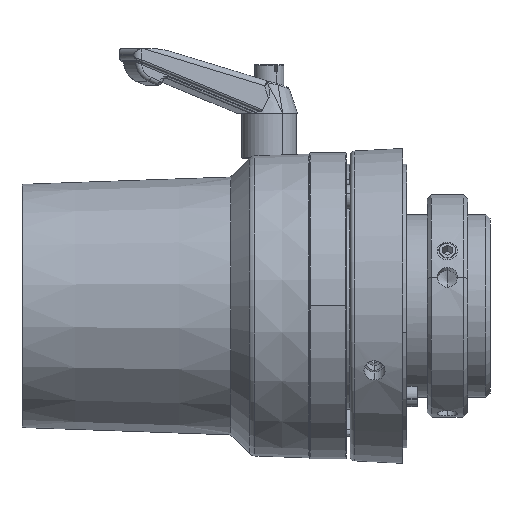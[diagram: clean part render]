
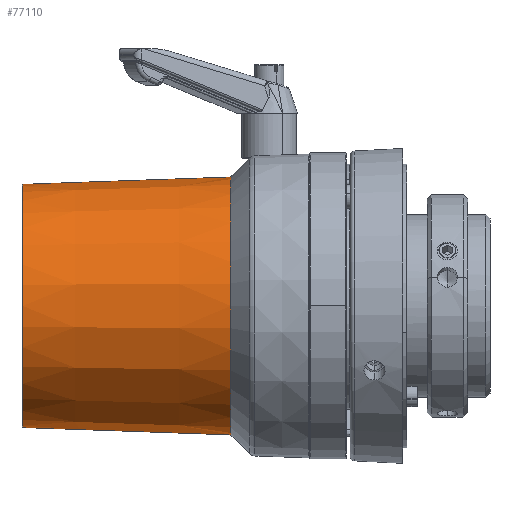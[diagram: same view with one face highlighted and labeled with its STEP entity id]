
A CAD part, left-side view. The second image highlights one B-rep face of the part: STEP entity #77110.
In plain terms, the highlighted conical face has half-angle 2 degrees and reference radius 30 mm.
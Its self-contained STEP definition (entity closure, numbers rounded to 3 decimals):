
#49839 = CARTESIAN_POINT ( 'NONE',  ( 0., 19.502, -31.798 ) ) ;
#49844 = CARTESIAN_POINT ( 'NONE',  ( 0., 19.502, 31.798 ) ) ;
#50006 = DIRECTION ( 'NONE',  ( 0., 0., -1. ) ) ;
#50007 = DIRECTION ( 'NONE',  ( 0., -1., 0. ) ) ;
#50008 = CARTESIAN_POINT ( 'NONE',  ( 0., 19.502, 0. ) ) ;
#50009 = AXIS2_PLACEMENT_3D ( 'NONE', #50008, #50007, #50006 ) ;
#50010 = CIRCLE ( 'NONE', #50009, 31.798 ) ;
#53377 = DIRECTION ( 'NONE',  ( 0., 0., -1. ) ) ;
#53378 = DIRECTION ( 'NONE',  ( 0., -1., 0. ) ) ;
#53379 = CARTESIAN_POINT ( 'NONE',  ( 0., 71., 0. ) ) ;
#53380 = AXIS2_PLACEMENT_3D ( 'NONE', #53379, #53378, #53377 ) ;
#53381 = CONICAL_SURFACE ( 'NONE', #53380, 30., 0.035 ) ;
#53382 = FACE_OUTER_BOUND ( 'NONE', #77112, .T. ) ;
#53429 = CARTESIAN_POINT ( 'NONE',  ( -0.133, 70.807, 30.006 ) ) ;
#53430 = CARTESIAN_POINT ( 'NONE',  ( -0.101, 68.461, 30.088 ) ) ;
#53431 = CARTESIAN_POINT ( 'NONE',  ( -0.085, 66.116, 30.17 ) ) ;
#53432 = CARTESIAN_POINT ( 'NONE',  ( -0.051, 61.424, 30.334 ) ) ;
#53433 = CARTESIAN_POINT ( 'NONE',  ( -0.037, 59.078, 30.416 ) ) ;
#53434 = CARTESIAN_POINT ( 'NONE',  ( -0.024, 56.733, 30.498 ) ) ;
#53435 = CARTESIAN_POINT ( 'NONE',  ( -0.133, 70.807, 30.006 ) ) ;
#53436 = CARTESIAN_POINT ( 'NONE',  ( -0.024, 56.733, 30.498 ) ) ;
#53437 = B_SPLINE_CURVE_WITH_KNOTS ( 'NONE', 3,
 ( #53434, #53433, #53432, #53431, #53430, #53429 ),
 .UNSPECIFIED., .F., .F.,
 ( 4, 2, 4 ),
 ( 0.02, 0.027, 0.034 ),
 .UNSPECIFIED. ) ;
#53514 = CARTESIAN_POINT ( 'NONE',  ( -0.024, 56.733, -30.498 ) ) ;
#53515 = CARTESIAN_POINT ( 'NONE',  ( -0.037, 59.078, -30.416 ) ) ;
#53516 = CARTESIAN_POINT ( 'NONE',  ( -0.051, 61.424, -30.334 ) ) ;
#53517 = CARTESIAN_POINT ( 'NONE',  ( -0.085, 66.116, -30.17 ) ) ;
#53518 = CARTESIAN_POINT ( 'NONE',  ( -0.101, 68.461, -30.088 ) ) ;
#53519 = CARTESIAN_POINT ( 'NONE',  ( -0.133, 70.807, -30.006 ) ) ;
#53520 = CARTESIAN_POINT ( 'NONE',  ( -0.024, 56.733, -30.498 ) ) ;
#53521 = B_SPLINE_CURVE_WITH_KNOTS ( 'NONE', 3,
 ( #53519, #53518, #53517, #53516, #53515, #53514 ),
 .UNSPECIFIED., .F., .F.,
 ( 4, 2, 4 ),
 ( 0.022, 0.029, 0.036 ),
 .UNSPECIFIED. ) ;
#53522 = CARTESIAN_POINT ( 'NONE',  ( -0.133, 70.807, -30.006 ) ) ;
#53523 = DIRECTION ( 'NONE',  ( 0., 0., 1. ) ) ;
#53524 = DIRECTION ( 'NONE',  ( 0., -1., 0. ) ) ;
#53525 = AXIS2_PLACEMENT_3D ( 'NONE', #53531, #53524, #53523 ) ;
#53526 = CIRCLE ( 'NONE', #53525, 30.007 ) ;
#53531 = CARTESIAN_POINT ( 'NONE',  ( 0., 70.807, 0. ) ) ;
#53555 = DIRECTION ( 'NONE',  ( 0., 0.999, -0.035 ) ) ;
#53556 = VECTOR ( 'NONE', #53555, 1000. ) ;
#53557 = CARTESIAN_POINT ( 'NONE',  ( 0., 930.088, 0. ) ) ;
#53558 = LINE ( 'NONE', #53557, #53556 ) ;
#53559 = DIRECTION ( 'NONE',  ( 0., -0.999, -0.035 ) ) ;
#53560 = VECTOR ( 'NONE', #53559, 1000. ) ;
#53561 = CARTESIAN_POINT ( 'NONE',  ( 0., 930.088, 0. ) ) ;
#53562 = CARTESIAN_POINT ( 'NONE',  ( 0., 56.478, -30.507 ) ) ;
#53563 = CARTESIAN_POINT ( 'NONE',  ( -0.014, 56.562, -30.504 ) ) ;
#53564 = CARTESIAN_POINT ( 'NONE',  ( -0.023, 56.647, -30.501 ) ) ;
#53565 = CARTESIAN_POINT ( 'NONE',  ( -0.024, 56.733, -30.498 ) ) ;
#53566 = CARTESIAN_POINT ( 'NONE',  ( 0., 56.478, -30.507 ) ) ;
#53567 = B_SPLINE_CURVE_WITH_KNOTS ( 'NONE', 3,
 ( #53565, #53564, #53563, #53562 ),
 .UNSPECIFIED., .F., .F.,
 ( 4, 4 ),
 ( 0.001, 0.001 ),
 .UNSPECIFIED. ) ;
#53568 = LINE ( 'NONE', #53561, #53560 ) ;
#53600 = CARTESIAN_POINT ( 'NONE',  ( 0., 56.478, 30.507 ) ) ;
#53624 = CARTESIAN_POINT ( 'NONE',  ( 0., 56.478, 30.507 ) ) ;
#53626 = B_SPLINE_CURVE_WITH_KNOTS ( 'NONE', 3,
 ( #53624, #53679, #53678, #53677 ),
 .UNSPECIFIED., .F., .F.,
 ( 4, 4 ),
 ( 0.001, 0.001 ),
 .UNSPECIFIED. ) ;
#53677 = CARTESIAN_POINT ( 'NONE',  ( -0.024, 56.733, 30.498 ) ) ;
#53678 = CARTESIAN_POINT ( 'NONE',  ( -0.023, 56.647, 30.501 ) ) ;
#53679 = CARTESIAN_POINT ( 'NONE',  ( -0.014, 56.562, 30.504 ) ) ;
#76178 = VERTEX_POINT ( 'NONE', #49839 ) ;
#76197 = VERTEX_POINT ( 'NONE', #49844 ) ;
#76230 = EDGE_CURVE ( 'NONE', #76197, #76178, #50010, .T. ) ;
#77110 = ADVANCED_FACE ( 'NONE', ( #53382 ), #53381, .T. ) ;
#77112 = EDGE_LOOP ( 'NONE', ( #77114, #77120, #77164, #77169, #77174, #77178, #77180, #77224 ) ) ;
#77114 = ORIENTED_EDGE ( 'NONE', *, *, #77115, .T. ) ;
#77115 = EDGE_CURVE ( 'NONE', #77117, #77118, #53437, .T. ) ;
#77117 = VERTEX_POINT ( 'NONE', #53436 ) ;
#77118 = VERTEX_POINT ( 'NONE', #53435 ) ;
#77120 = ORIENTED_EDGE ( 'NONE', *, *, #77160, .T. ) ;
#77160 = EDGE_CURVE ( 'NONE', #77118, #77162, #53526, .T. ) ;
#77162 = VERTEX_POINT ( 'NONE', #53522 ) ;
#77164 = ORIENTED_EDGE ( 'NONE', *, *, #77165, .T. ) ;
#77165 = EDGE_CURVE ( 'NONE', #77162, #77167, #53521, .T. ) ;
#77167 = VERTEX_POINT ( 'NONE', #53520 ) ;
#77169 = ORIENTED_EDGE ( 'NONE', *, *, #77171, .T. ) ;
#77171 = EDGE_CURVE ( 'NONE', #77167, #77172, #53567, .T. ) ;
#77172 = VERTEX_POINT ( 'NONE', #53566 ) ;
#77174 = ORIENTED_EDGE ( 'NONE', *, *, #77176, .T. ) ;
#77176 = EDGE_CURVE ( 'NONE', #77172, #76178, #53568, .T. ) ;
#77178 = ORIENTED_EDGE ( 'NONE', *, *, #76230, .F. ) ;
#77180 = ORIENTED_EDGE ( 'NONE', *, *, #77181, .T. ) ;
#77181 = EDGE_CURVE ( 'NONE', #76197, #77222, #53558, .T. ) ;
#77222 = VERTEX_POINT ( 'NONE', #53600 ) ;
#77224 = ORIENTED_EDGE ( 'NONE', *, *, #77226, .T. ) ;
#77226 = EDGE_CURVE ( 'NONE', #77222, #77117, #53626, .T. ) ;
